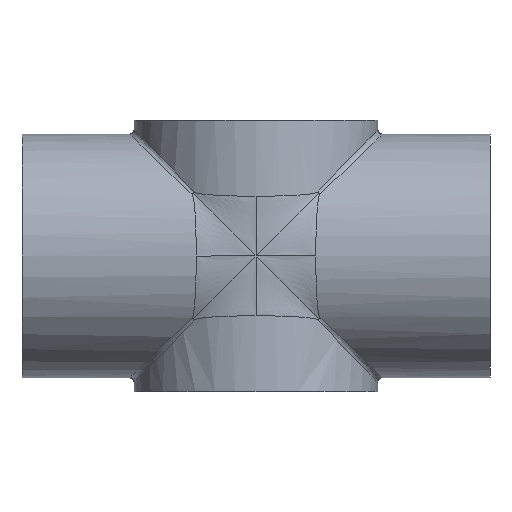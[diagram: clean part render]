
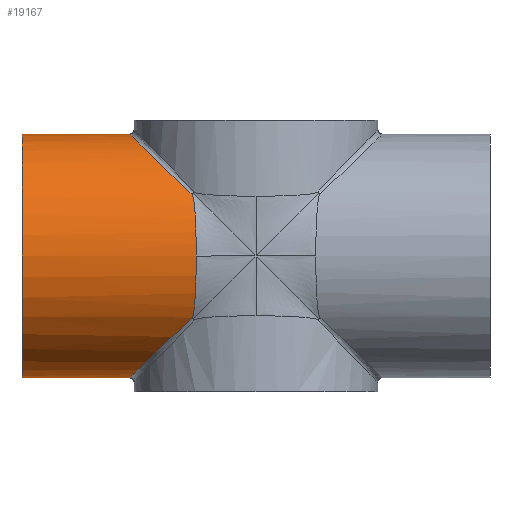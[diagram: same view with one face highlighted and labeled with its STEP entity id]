
A CAD part, front view. The second image highlights one B-rep face of the part: STEP entity #19167.
In plain terms, the highlighted cylindrical face has radius 52 mm (diameter 104 mm), a full revolution.
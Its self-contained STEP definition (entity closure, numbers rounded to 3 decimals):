
#596=CARTESIAN_POINT('',(-25.558,-52.,0.));
#597=VERTEX_POINT('',#596);
#620=CARTESIAN_POINT('',(-27.328,-44.85,-26.316));
#621=VERTEX_POINT('',#620);
#622=CARTESIAN_POINT('',(-25.558,-52.,0.));
#623=CARTESIAN_POINT('',(-25.558,-52.,-2.542));
#624=CARTESIAN_POINT('',(-25.58,-51.809,-5.083));
#625=CARTESIAN_POINT('',(-25.624,-51.454,-7.514));
#626=CARTESIAN_POINT('',(-25.672,-51.068,-10.161));
#627=CARTESIAN_POINT('',(-25.746,-50.487,-12.674));
#628=CARTESIAN_POINT('',(-25.847,-49.809,-14.936));
#629=CARTESIAN_POINT('',(-25.96,-49.043,-17.491));
#630=CARTESIAN_POINT('',(-26.107,-48.154,-19.724));
#631=CARTESIAN_POINT('',(-26.288,-47.341,-21.514));
#632=CARTESIAN_POINT('',(-26.46,-46.563,-23.224));
#633=CARTESIAN_POINT('',(-26.663,-45.858,-24.535));
#634=CARTESIAN_POINT('',(-26.896,-45.392,-25.368));
#635=CARTESIAN_POINT('',(-27.03,-45.125,-25.846));
#636=CARTESIAN_POINT('',(-27.174,-44.937,-26.167));
#637=CARTESIAN_POINT('',(-27.328,-44.85,-26.316));
#638=B_SPLINE_CURVE_WITH_KNOTS('',3,(#622,#623,#624,#625,#626,#627,#628,#629,#630,#631,#632,#633,#634,#635,#636,#637),.UNSPECIFIED.,.F.,.U.,(4,3,3,3,3,4),(0.5,0.597,0.702,0.821,0.935,1.0),.UNSPECIFIED.);
#639=EDGE_CURVE('',#597,#621,#638,.T.);
#1178=CARTESIAN_POINT('',(-27.328,-44.85,26.316));
#1179=VERTEX_POINT('',#1178);
#1187=CARTESIAN_POINT('',(-27.328,-44.85,26.316));
#1188=CARTESIAN_POINT('',(-27.078,-44.991,26.075));
#1189=CARTESIAN_POINT('',(-26.854,-45.404,25.378));
#1190=CARTESIAN_POINT('',(-26.657,-45.977,24.292));
#1191=CARTESIAN_POINT('',(-26.423,-46.658,23.003));
#1192=CARTESIAN_POINT('',(-26.227,-47.562,21.162));
#1193=CARTESIAN_POINT('',(-26.067,-48.451,18.881));
#1194=CARTESIAN_POINT('',(-25.934,-49.195,16.973));
#1195=CARTESIAN_POINT('',(-25.827,-49.925,14.756));
#1196=CARTESIAN_POINT('',(-25.746,-50.517,12.328));
#1197=CARTESIAN_POINT('',(-25.671,-51.066,10.079));
#1198=CARTESIAN_POINT('',(-25.618,-51.496,7.649));
#1199=CARTESIAN_POINT('',(-25.588,-51.745,5.141));
#1200=CARTESIAN_POINT('',(-25.568,-51.913,3.451));
#1201=CARTESIAN_POINT('',(-25.558,-52.,1.725));
#1202=CARTESIAN_POINT('',(-25.558,-52.,0.));
#1203=B_SPLINE_CURVE_WITH_KNOTS('',3,(#1187,#1188,#1189,#1190,#1191,#1192,#1193,#1194,#1195,#1196,#1197,#1198,#1199,#1200,#1201,#1202),.UNSPECIFIED.,.F.,.U.,(4,3,3,3,3,4),(0.0,0.106,0.232,0.337,0.434,0.5),.UNSPECIFIED.);
#1204=EDGE_CURVE('',#1179,#597,#1203,.T.);
#4392=CARTESIAN_POINT('',(-25.558,52.,0.));
#4393=VERTEX_POINT('',#4392);
#4416=CARTESIAN_POINT('',(-27.328,44.85,26.316));
#4417=VERTEX_POINT('',#4416);
#4418=CARTESIAN_POINT('',(-25.558,52.,0.));
#4419=CARTESIAN_POINT('',(-25.558,52.,2.542));
#4420=CARTESIAN_POINT('',(-25.58,51.809,5.083));
#4421=CARTESIAN_POINT('',(-25.624,51.454,7.514));
#4422=CARTESIAN_POINT('',(-25.672,51.068,10.161));
#4423=CARTESIAN_POINT('',(-25.746,50.487,12.674));
#4424=CARTESIAN_POINT('',(-25.847,49.809,14.936));
#4425=CARTESIAN_POINT('',(-25.96,49.043,17.491));
#4426=CARTESIAN_POINT('',(-26.107,48.154,19.724));
#4427=CARTESIAN_POINT('',(-26.288,47.341,21.514));
#4428=CARTESIAN_POINT('',(-26.46,46.563,23.224));
#4429=CARTESIAN_POINT('',(-26.663,45.858,24.535));
#4430=CARTESIAN_POINT('',(-26.896,45.392,25.368));
#4431=CARTESIAN_POINT('',(-27.03,45.125,25.846));
#4432=CARTESIAN_POINT('',(-27.174,44.937,26.167));
#4433=CARTESIAN_POINT('',(-27.328,44.85,26.316));
#4434=B_SPLINE_CURVE_WITH_KNOTS('',3,(#4418,#4419,#4420,#4421,#4422,#4423,#4424,#4425,#4426,#4427,#4428,#4429,#4430,#4431,#4432,#4433),.UNSPECIFIED.,.F.,.U.,(4,3,3,3,3,4),(0.5,0.597,0.702,0.821,0.935,1.0),.UNSPECIFIED.);
#4435=EDGE_CURVE('',#4393,#4417,#4434,.T.);
#4974=CARTESIAN_POINT('',(-27.328,44.85,-26.316));
#4975=VERTEX_POINT('',#4974);
#4983=CARTESIAN_POINT('',(-27.328,44.85,-26.316));
#4984=CARTESIAN_POINT('',(-27.078,44.991,-26.075));
#4985=CARTESIAN_POINT('',(-26.854,45.404,-25.378));
#4986=CARTESIAN_POINT('',(-26.657,45.977,-24.292));
#4987=CARTESIAN_POINT('',(-26.423,46.658,-23.003));
#4988=CARTESIAN_POINT('',(-26.227,47.562,-21.162));
#4989=CARTESIAN_POINT('',(-26.067,48.451,-18.881));
#4990=CARTESIAN_POINT('',(-25.934,49.195,-16.973));
#4991=CARTESIAN_POINT('',(-25.827,49.925,-14.756));
#4992=CARTESIAN_POINT('',(-25.746,50.517,-12.328));
#4993=CARTESIAN_POINT('',(-25.671,51.066,-10.079));
#4994=CARTESIAN_POINT('',(-25.618,51.496,-7.649));
#4995=CARTESIAN_POINT('',(-25.588,51.745,-5.141));
#4996=CARTESIAN_POINT('',(-25.568,51.913,-3.451));
#4997=CARTESIAN_POINT('',(-25.558,52.,-1.725));
#4998=CARTESIAN_POINT('',(-25.558,52.,0.));
#4999=B_SPLINE_CURVE_WITH_KNOTS('',3,(#4983,#4984,#4985,#4986,#4987,#4988,#4989,#4990,#4991,#4992,#4993,#4994,#4995,#4996,#4997,#4998),.UNSPECIFIED.,.F.,.U.,(4,3,3,3,3,4),(0.0,0.106,0.232,0.337,0.434,0.5),.UNSPECIFIED.);
#5000=EDGE_CURVE('',#4975,#4393,#4999,.T.);
#18502=CARTESIAN_POINT('',(0.0,0.0,0.0));
#18503=DIRECTION('',(0.694,0.0,0.72));
#18504=DIRECTION('',(-0.72,0.0,0.694));
#18505=AXIS2_PLACEMENT_3D('',#18502,#18503,#18504);
#18506=ELLIPSE('',#18505,74.967,52.);
#18507=EDGE_CURVE('',#4417,#1179,#18506,.T.);
#18694=CARTESIAN_POINT('',(0.0,0.0,0.0));
#18695=DIRECTION('',(0.694,0.0,-0.72));
#18696=DIRECTION('',(-0.72,0.0,-0.694));
#18697=AXIS2_PLACEMENT_3D('',#18694,#18695,#18696);
#18698=ELLIPSE('',#18697,74.967,52.);
#18699=EDGE_CURVE('',#621,#4975,#18698,.T.);
#19143=CARTESIAN_POINT('',(0.0,0.0,0.0));
#19144=DIRECTION('',(-1.0,0.0,0.0));
#19145=DIRECTION('',(0.0,-1.0,0.0));
#19146=AXIS2_PLACEMENT_3D('',#19143,#19144,#19145);
#19147=CYLINDRICAL_SURFACE('',#19146,52.);
#19148=CARTESIAN_POINT('',(-100.0,-52.,0.0));
#19149=VERTEX_POINT('',#19148);
#19150=CARTESIAN_POINT('',(-100.0,0.0,0.0));
#19151=DIRECTION('',(-1.0,0.0,0.0));
#19152=DIRECTION('',(0.0,-1.0,0.0));
#19153=AXIS2_PLACEMENT_3D('',#19150,#19151,#19152);
#19154=CIRCLE('',#19153,52.);
#19155=EDGE_CURVE('',#19149,#19149,#19154,.T.);
#19156=ORIENTED_EDGE('',*,*,#19155,.F.);
#19157=EDGE_LOOP('',(#19156));
#19158=FACE_OUTER_BOUND('',#19157,.T.);
#19159=ORIENTED_EDGE('',*,*,#1204,.F.);
#19160=ORIENTED_EDGE('',*,*,#18507,.F.);
#19161=ORIENTED_EDGE('',*,*,#4435,.F.);
#19162=ORIENTED_EDGE('',*,*,#5000,.F.);
#19163=ORIENTED_EDGE('',*,*,#18699,.F.);
#19164=ORIENTED_EDGE('',*,*,#639,.F.);
#19165=EDGE_LOOP('',(#19159,#19160,#19161,#19162,#19163,#19164));
#19166=FACE_BOUND('',#19165,.T.);
#19167=ADVANCED_FACE('',(#19158,#19166),#19147,.T.);
